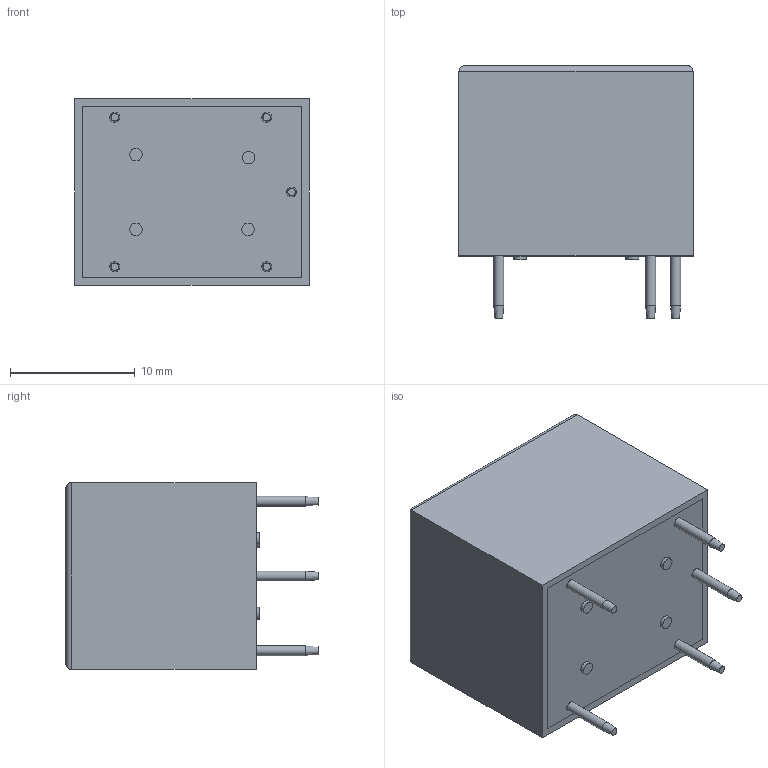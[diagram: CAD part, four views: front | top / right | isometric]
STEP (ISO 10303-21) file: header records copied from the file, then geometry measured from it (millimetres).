
FILE_DESCRIPTION(/* description */ ('srd-05vdc-sl-c','CAx-IF Rec.Pracs.---Representation and Presentation of Product Manufacturing Information (PMI)---4.0---2014-10-13'),/* implementation_level */ '2;1');
FILE_NAME(/* name */ 'srd-05vdc-sl-c.stp',/* time_stamp */ '2023-01-11T19:40:07-03:00',/* author */ ('Castle Rock!'),/* organization */ (''),/* preprocessor_version */ 'ST-DEVELOPER v17',/* originating_system */ 'Autodesk Inventor 2019',/* authorisation */ '');
FILE_SCHEMA (('AP242_MANAGED_MODEL_BASED_3D_ENGINEERING_MIM_LF { 1 0 10303 442 1 1 4 }'));
Length unit declared in the file: millimetre
Products named in the file (1): srd-05vdc-sl-c
Bounding box: 18.8 x 20.3 x 15 mm (x, y, z)
Volume: 4318.1 mm3; surface area: 2295.5 mm2
Topology: 7 solids, 7 shells, 949 faces, 2539 edges, 1690 vertices
Faces by surface type: plane 475, bspline 451, cylinder 17, cone 5, torus 1
Full cylindrical faces by diameter (mm): 0.8 x5, 1 x4, 2 x1, 2.5 x1
Entity records: 31944 total; most frequent: CARTESIAN_POINT 11088, ORIENTED_EDGE 5078, DIRECTION 2704, EDGE_CURVE 2539, VERTEX_POINT 1690, LINE 1584, VECTOR 1584, EDGE_LOOP 1035
